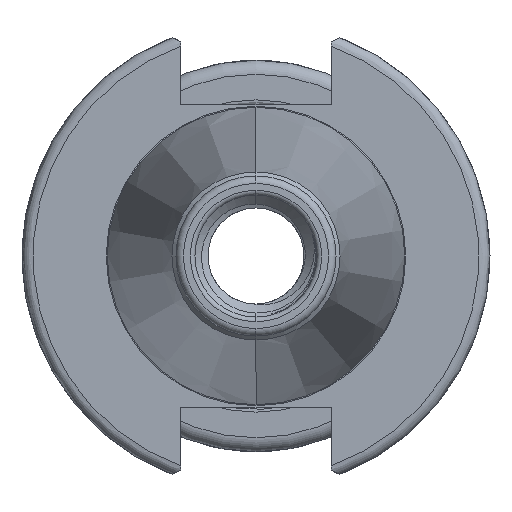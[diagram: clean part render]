
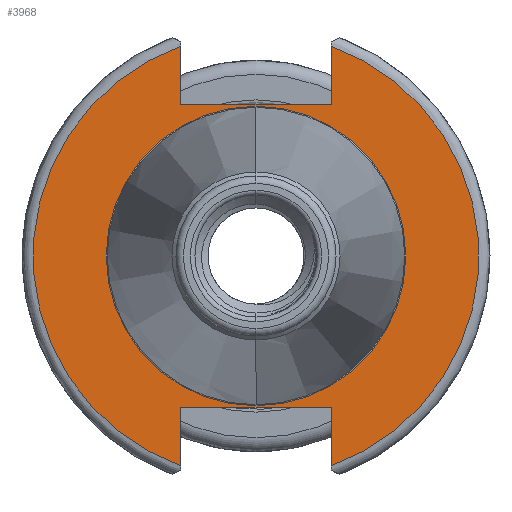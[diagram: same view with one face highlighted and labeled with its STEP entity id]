
A CAD part, left-side view. The second image highlights one B-rep face of the part: STEP entity #3968.
In plain terms, the highlighted planar face has unit normal (-1, 0, 0).
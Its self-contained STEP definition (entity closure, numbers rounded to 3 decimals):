
#1985 = CARTESIAN_POINT ( 'NONE',  ( -4., -8.075, -25.1 ) ) ;
#1987 = DIRECTION ( 'NONE',  ( 0., 0., 1. ) ) ;
#1989 = CARTESIAN_POINT ( 'NONE',  ( -4., -8.075, 25.1 ) ) ;
#2006 = DIRECTION ( 'NONE',  ( 0., 0., -1. ) ) ;
#2024 = CARTESIAN_POINT ( 'NONE',  ( -4., 0., 0. ) ) ;
#2040 = DIRECTION ( 'NONE',  ( 0., 0., 1. ) ) ;
#2054 = DIRECTION ( 'NONE',  ( -1., 0., 0. ) ) ;
#2063 = CARTESIAN_POINT ( 'NONE',  ( -4., 8.075, -25.1 ) ) ;
#2064 = DIRECTION ( 'NONE',  ( 0., 0., 1. ) ) ;
#2081 = DIRECTION ( 'NONE',  ( 0., 0., -1. ) ) ;
#2090 = CARTESIAN_POINT ( 'NONE',  ( -4., 8.075, 25.1 ) ) ;
#2220 = CARTESIAN_POINT ( 'NONE',  ( -4., -8.075, 16.2 ) ) ;
#2241 = DIRECTION ( 'NONE',  ( 0., -1., 0. ) ) ;
#2262 = CARTESIAN_POINT ( 'NONE',  ( -4., 0., 0. ) ) ;
#2274 = DIRECTION ( 'NONE',  ( -1., 0., 0. ) ) ;
#2298 = DIRECTION ( 'NONE',  ( 0., 0., 1. ) ) ;
#2806 = DIRECTION ( 'NONE',  ( 0., -1., 0. ) ) ;
#2822 = CARTESIAN_POINT ( 'NONE',  ( -4., -8.075, -16.2 ) ) ;
#2952 = VECTOR ( 'NONE', #2064, 1000. ) ;
#2961 = LINE ( 'NONE', #2090, #2962 ) ;
#2962 = VECTOR ( 'NONE', #2081, 1000. ) ;
#2970 = VECTOR ( 'NONE', #2241, 1000. ) ;
#2974 = LINE ( 'NONE', #2220, #2970 ) ;
#2981 = LINE ( 'NONE', #1985, #3003 ) ;
#2989 = VECTOR ( 'NONE', #2006, 1000. ) ;
#2990 = LINE ( 'NONE', #2063, #2952 ) ;
#2991 = LINE ( 'NONE', #1989, #2989 ) ;
#2995 = CIRCLE ( 'NONE', #9431, 23.9 ) ;
#3003 = VECTOR ( 'NONE', #1987, 1000. ) ;
#3024 = VECTOR ( 'NONE', #2806, 1000. ) ;
#3039 = CIRCLE ( 'NONE', #9452, 16.062 ) ;
#3053 = LINE ( 'NONE', #2822, #3024 ) ;
#3916 = CIRCLE ( 'NONE', #9700, 16.062 ) ;
#3947 = CIRCLE ( 'NONE', #9417, 23.9 ) ;
#3968 = ADVANCED_FACE ( 'NONE', ( #5397, #5445 ), #12007, .F. ) ;
#5397 = FACE_OUTER_BOUND ( 'NONE', #16564, .T. ) ;
#5445 = FACE_BOUND ( 'NONE', #16558, .T. ) ;
#6369 = DIRECTION ( 'NONE',  ( -1., 0., 0. ) ) ;
#6374 = CARTESIAN_POINT ( 'NONE',  ( -4., 0., 0. ) ) ;
#6389 = DIRECTION ( 'NONE',  ( 0., 0., 1. ) ) ;
#6953 = DIRECTION ( 'NONE',  ( 0., 0., 1. ) ) ;
#6964 = DIRECTION ( 'NONE',  ( -1., 0., 0. ) ) ;
#6968 = CARTESIAN_POINT ( 'NONE',  ( -4., 0., 0. ) ) ;
#9417 = AXIS2_PLACEMENT_3D ( 'NONE', #6968, #6964, #6953 ) ;
#9431 = AXIS2_PLACEMENT_3D ( 'NONE', #2024, #2054, #2040 ) ;
#9452 = AXIS2_PLACEMENT_3D ( 'NONE', #2262, #2274, #2298 ) ;
#9700 = AXIS2_PLACEMENT_3D ( 'NONE', #6374, #6369, #6389 ) ;
#10676 = AXIS2_PLACEMENT_3D ( 'NONE', #12031, #12056, #12049 ) ;
#11832 = EDGE_CURVE ( 'NONE', #14431, #14433, #3916, .T. ) ;
#11980 = EDGE_CURVE ( 'NONE', #14791, #14826, #3947, .T. ) ;
#12007 = PLANE ( 'NONE',  #10676 ) ;
#12025 = EDGE_CURVE ( 'NONE', #14784, #14775, #2991, .T. ) ;
#12031 = CARTESIAN_POINT ( 'NONE',  ( -4., 16.062, 0. ) ) ;
#12034 = EDGE_CURVE ( 'NONE', #14812, #14807, #2981, .T. ) ;
#12038 = EDGE_CURVE ( 'NONE', #14812, #14784, #2995, .T. ) ;
#12042 = EDGE_CURVE ( 'NONE', #14826, #14830, #2990, .T. ) ;
#12049 = DIRECTION ( 'NONE',  ( 0., 0., -1. ) ) ;
#12052 = EDGE_CURVE ( 'NONE', #14791, #14822, #2961, .T. ) ;
#12056 = DIRECTION ( 'NONE',  ( 1., 0., 0. ) ) ;
#12106 = EDGE_CURVE ( 'NONE', #14822, #14775, #2974, .T. ) ;
#12123 = EDGE_CURVE ( 'NONE', #14433, #14431, #3039, .T. ) ;
#12209 = EDGE_CURVE ( 'NONE', #14830, #14807, #3053, .T. ) ;
#14431 = VERTEX_POINT ( 'NONE', #14989 ) ;
#14433 = VERTEX_POINT ( 'NONE', #15077 ) ;
#14609 = ORIENTED_EDGE ( 'NONE', *, *, #12038, .T. ) ;
#14624 = ORIENTED_EDGE ( 'NONE', *, *, #12052, .F. ) ;
#14626 = ORIENTED_EDGE ( 'NONE', *, *, #11980, .T. ) ;
#14627 = ORIENTED_EDGE ( 'NONE', *, *, #12106, .F. ) ;
#14645 = ORIENTED_EDGE ( 'NONE', *, *, #12034, .F. ) ;
#14651 = ORIENTED_EDGE ( 'NONE', *, *, #12123, .F. ) ;
#14655 = ORIENTED_EDGE ( 'NONE', *, *, #12042, .T. ) ;
#14704 = ORIENTED_EDGE ( 'NONE', *, *, #11832, .F. ) ;
#14709 = ORIENTED_EDGE ( 'NONE', *, *, #12025, .T. ) ;
#14710 = ORIENTED_EDGE ( 'NONE', *, *, #12209, .T. ) ;
#14775 = VERTEX_POINT ( 'NONE', #15115 ) ;
#14784 = VERTEX_POINT ( 'NONE', #15160 ) ;
#14791 = VERTEX_POINT ( 'NONE', #15184 ) ;
#14807 = VERTEX_POINT ( 'NONE', #15153 ) ;
#14812 = VERTEX_POINT ( 'NONE', #15215 ) ;
#14822 = VERTEX_POINT ( 'NONE', #15208 ) ;
#14826 = VERTEX_POINT ( 'NONE', #15199 ) ;
#14830 = VERTEX_POINT ( 'NONE', #15189 ) ;
#14989 = CARTESIAN_POINT ( 'NONE',  ( -4., 0., -16.062 ) ) ;
#15077 = CARTESIAN_POINT ( 'NONE',  ( -4., 0., 16.062 ) ) ;
#15115 = CARTESIAN_POINT ( 'NONE',  ( -4., -8.075, 16.2 ) ) ;
#15153 = CARTESIAN_POINT ( 'NONE',  ( -4., -8.075, -16.2 ) ) ;
#15160 = CARTESIAN_POINT ( 'NONE',  ( -4., -8.075, 22.495 ) ) ;
#15184 = CARTESIAN_POINT ( 'NONE',  ( -4., 8.075, 22.495 ) ) ;
#15189 = CARTESIAN_POINT ( 'NONE',  ( -4., 8.075, -16.2 ) ) ;
#15199 = CARTESIAN_POINT ( 'NONE',  ( -4., 8.075, -22.495 ) ) ;
#15208 = CARTESIAN_POINT ( 'NONE',  ( -4., 8.075, 16.2 ) ) ;
#15215 = CARTESIAN_POINT ( 'NONE',  ( -4., -8.075, -22.495 ) ) ;
#16558 = EDGE_LOOP ( 'NONE', ( #14651, #14704 ) ) ;
#16564 = EDGE_LOOP ( 'NONE', ( #14626, #14655, #14710, #14645, #14609, #14709, #14627, #14624 ) ) ;
